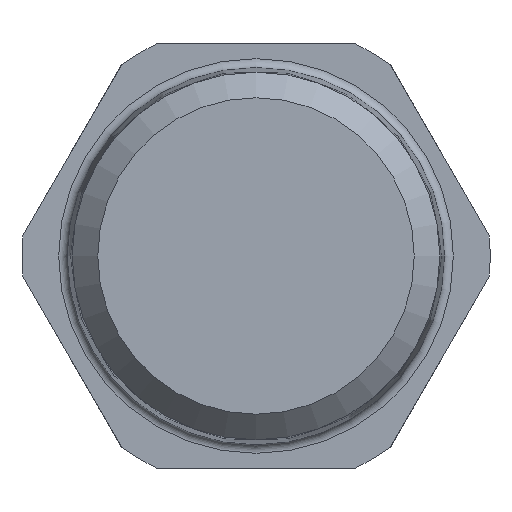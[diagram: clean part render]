
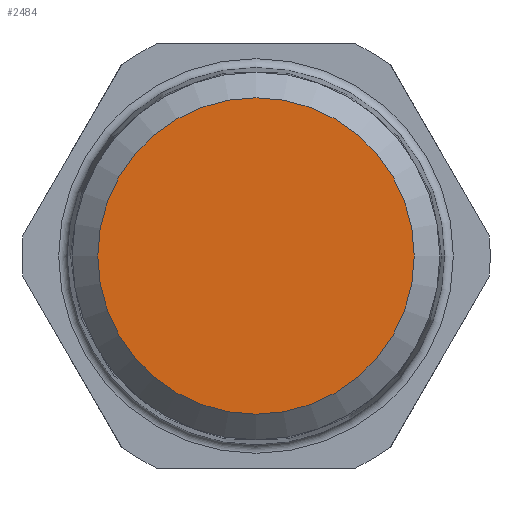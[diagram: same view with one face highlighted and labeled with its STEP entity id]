
A CAD part, left-side view. The second image highlights one B-rep face of the part: STEP entity #2484.
In plain terms, the highlighted planar face has unit normal (-1, 0, 0).
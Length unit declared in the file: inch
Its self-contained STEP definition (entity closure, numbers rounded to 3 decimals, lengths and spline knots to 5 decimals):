
#83=PLANE('',#2882);
#522=FACE_OUTER_BOUND('',#653,.T.);
#653=EDGE_LOOP('',(#2239,#2240));
#924=CIRCLE('',#2883,0.3526);
#925=CIRCLE('',#2884,0.3526);
#1187=VERTEX_POINT('',#4754);
#1188=VERTEX_POINT('',#4755);
#1546=EDGE_CURVE('',#1187,#1188,#924,.T.);
#1547=EDGE_CURVE('',#1188,#1187,#925,.T.);
#2239=ORIENTED_EDGE('',*,*,#1546,.F.);
#2240=ORIENTED_EDGE('',*,*,#1547,.F.);
#2484=ADVANCED_FACE('',(#522),#83,.T.);
#2882=AXIS2_PLACEMENT_3D('',#4753,#3699,#3700);
#2883=AXIS2_PLACEMENT_3D('',#4756,#3701,#3702);
#2884=AXIS2_PLACEMENT_3D('',#4757,#3703,#3704);
#3699=DIRECTION('center_axis',(-1.,0.,0.));
#3700=DIRECTION('ref_axis',(0.,0.,-1.));
#3701=DIRECTION('center_axis',(1.,0.,0.));
#3702=DIRECTION('ref_axis',(0.,0.,
1.));
#3703=DIRECTION('center_axis',(1.,0.,0.));
#3704=DIRECTION('ref_axis',(0.,0.,
1.));
#4753=CARTESIAN_POINT('Origin',(-1.37795,-0.3526,0.));
#4754=CARTESIAN_POINT('',(-1.37795,-0.3526,0.));
#4755=CARTESIAN_POINT('',(-1.37795,0.3526,0.));
#4756=CARTESIAN_POINT('Origin',(-1.37795,0.,0.));
#4757=CARTESIAN_POINT('Origin',(-1.37795,0.,0.));
